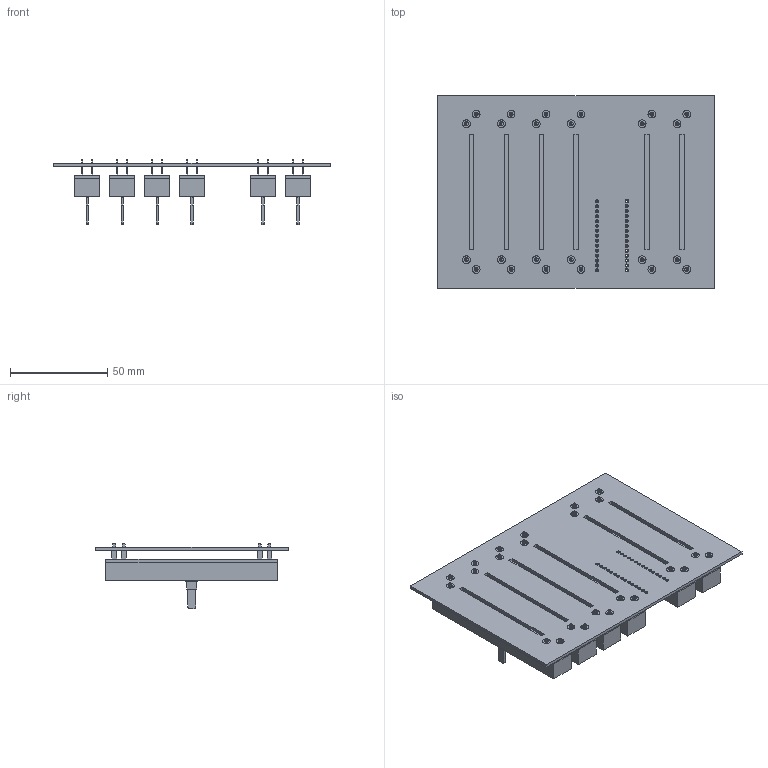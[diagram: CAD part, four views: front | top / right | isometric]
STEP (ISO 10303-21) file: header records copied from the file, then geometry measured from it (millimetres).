
FILE_DESCRIPTION(('KiCad electronic assembly'),'2;1');
FILE_NAME('Arduino_Mixer.step','2024-03-30T16:50:17',('Pcbnew'),('Kicad' ),'Open CASCADE STEP processor 7.6','KiCad to STEP converter', 'Unknown');
FILE_SCHEMA(('AUTOMOTIVE_DESIGN { 1 0 10303 214 1 1 1 1 }'));
Length unit declared in the file: millimetre
Products named in the file (226): Arduino_Mixer 1; Slide_Potentiomter_60mm; Part 5; Main_Body; Substrate; Part 3; Part 4; Part 6; Part 7; Part 8; Part 9; Arduino_Mixer_track_1; Arduino_Mixer_track_2; Arduino_Mixer_track_3; Arduino_Mixer_track_4; Arduino_Mixer_track_5; Arduino_Mixer_track_6; Arduino_Mixer_track_7; Arduino_Mixer_track_8; Arduino_Mixer_track_9; Arduino_Mixer_track_10; Arduino_Mixer_track_11; Arduino_Mixer_track_12; Arduino_Mixer_track_13; Arduino_Mixer_track_14; Arduino_Mixer_track_15; Arduino_Mixer_track_16; Arduino_Mixer_track_17; Arduino_Mixer_track_18; Arduino_Mixer_track_19; Arduino_Mixer_track_20; Arduino_Mixer_track_21; Arduino_Mixer_track_22; Arduino_Mixer_track_23; Arduino_Mixer_track_24; Arduino_Mixer_track_25; Arduino_Mixer_track_26; Arduino_Mixer_track_27; Arduino_Mixer_track_28; Arduino_Mixer_track_29 ...
Assembly tree (230 placements, depth 3):
  Arduino_Mixer 1
    Slide_Potentiomter_60mm  x6
      Part 5
      Main_Body
      Substrate
      Part 3
      Part 4
      Part 6
      Part 7
      Part 8
      Part 9
    Arduino_Mixer_track_1
    Arduino_Mixer_track_2
    Arduino_Mixer_track_3
    Arduino_Mixer_track_4
    Arduino_Mixer_track_5
    Arduino_Mixer_track_6
    Arduino_Mixer_track_7
    Arduino_Mixer_track_8
    Arduino_Mixer_track_9
    Arduino_Mixer_track_10
    Arduino_Mixer_track_11
    Arduino_Mixer_track_12
    Arduino_Mixer_track_13
    Arduino_Mixer_track_14
    Arduino_Mixer_track_15
    Arduino_Mixer_track_16
    Arduino_Mixer_track_17
    Arduino_Mixer_track_18
    Arduino_Mixer_track_19
    Arduino_Mixer_track_20
    Arduino_Mixer_track_21
    Arduino_Mixer_track_22
    Arduino_Mixer_track_23
    Arduino_Mixer_track_24
    Arduino_Mixer_track_25
    Arduino_Mixer_track_26
    Arduino_Mixer_track_27
    Arduino_Mixer_track_28
    Arduino_Mixer_track_29
    Arduino_Mixer_track_30
    Arduino_Mixer_track_31
    Arduino_Mixer_track_32
    Arduino_Mixer_track_33
    Arduino_Mixer_track_34
    Arduino_Mixer_track_35
    Arduino_Mixer_track_36
    Arduino_Mixer_track_37
    Arduino_Mixer_track_38
    Arduino_Mixer_track_39
    Arduino_Mixer_track_40
    Arduino_Mixer_track_41
    Arduino_Mixer_track_42
    Arduino_Mixer_track_43
    Arduino_Mixer_track_44
    Arduino_Mixer_track_45
    Arduino_Mixer_track_46
    Arduino_Mixer_track_47
    Arduino_Mixer_track_48
    Arduino_Mixer_track_49
Bounding box: 142.49 x 99.31 x 33.5 mm (x, y, z)
Volume: 85535.8 mm3; surface area: 83025.8 mm2
Topology: 269 solids, 269 shells, 3119 faces, 7743 edges, 5162 vertices
Faces by surface type: plane 2612, cylinder 495, cone 12
Full cylindrical faces by diameter (mm): 0.95 x96, 1 x60, 1.95 x72, 2 x48, 2.701 x12, 4 x48
Entity records: 86910 total; most frequent: CARTESIAN_POINT 14307, ORIENTED_EDGE 13622, DIRECTION 13619, EDGE_CURVE 6811, LINE 5895, VECTOR 5895, VERTEX_POINT 4542, AXIS2_PLACEMENT_3D 3862
